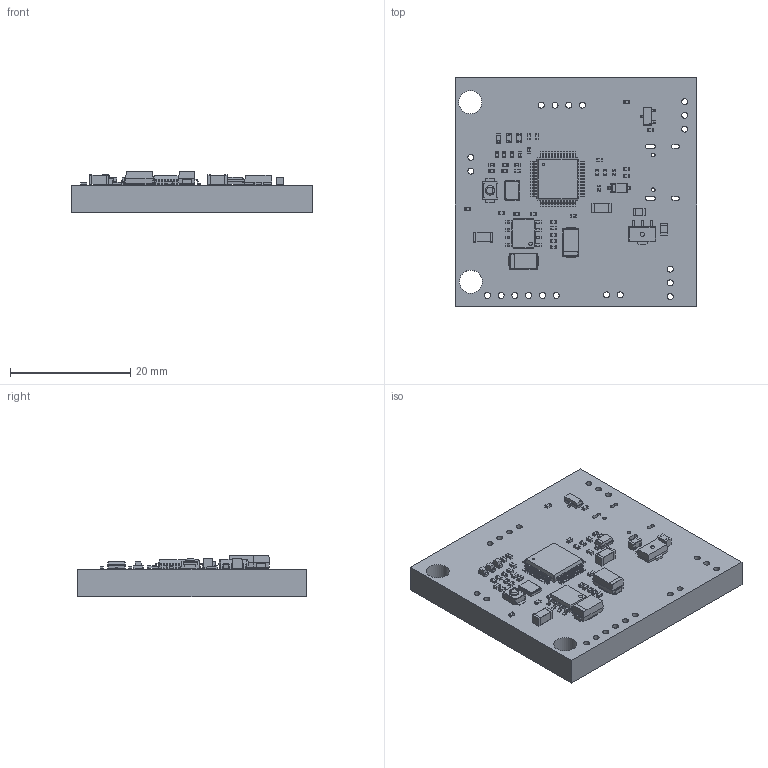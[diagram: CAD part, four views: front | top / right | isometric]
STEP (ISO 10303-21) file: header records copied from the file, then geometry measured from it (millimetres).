
FILE_DESCRIPTION(('KiCad electronic assembly'),'2;1');
FILE_NAME('WaifuFC.step','2025-11-24T20:45:37',('Pcbnew'),('Kicad'), 'Open CASCADE STEP processor 7.9','KiCad to STEP converter','Unknown' );
FILE_SCHEMA(('AUTOMOTIVE_DESIGN { 1 0 10303 214 1 1 1 1 }'));
Length unit declared in the file: millimetre
Products named in the file (16): WaifuFC 1; SW_SPST_B3U-1000P; C_0402_1005Metric; LED_0603_1608Metric; R_0402_1005Metric; C_0805_2012Metric; SOT-23; C_1206_3216Metric; D_SOD-123; Crystal_SMD_3225-4Pin_3.2x2.5mm; SOT-89-3; WaifuFC 1.32.1; D_SMA; SOIC-8-1EP_3.9x4.9mm_P1.27mm_EP2.29x3mm; LQFP-48_7x7mm_P0.5mm; WaifuFC_PCB
Assembly tree (50 placements, depth 3):
  WaifuFC 1
    SW_SPST_B3U-1000P
    C_0402_1005Metric  x13
    LED_0603_1608Metric  x3
    R_0402_1005Metric  x19
    C_0805_2012Metric  x2
    SOT-23
    C_1206_3216Metric  x2
    D_SOD-123
    Crystal_SMD_3225-4Pin_3.2x2.5mm
    SOT-89-3
      WaifuFC 1.32.1
    D_SMA  x2
    SOIC-8-1EP_3.9x4.9mm_P1.27mm_EP2.29x3mm
    LQFP-48_7x7mm_P0.5mm
    WaifuFC_PCB
Bounding box: 40.15 x 38.05 x 6.91 mm (x, y, z)
Volume: 7052.6 mm3; surface area: 4908.3 mm2
Topology: 53 solids, 53 shells, 2432 faces, 6436 edges, 4145 vertices
Faces by surface type: plane 1655, cylinder 690, bspline 84, sphere 2, torus 1
Full cylindrical faces by diameter (mm): 0.2 x6, 0.6 x2, 0.7 x1, 1 x20, 1.6 x1, 3.821 x2
Entity records: 56147 total; most frequent: CARTESIAN_POINT 8105, ORIENTED_EDGE 7668, DIRECTION 7250, EDGE_CURVE 3830, LINE 2990, VECTOR 2990, VERTEX_POINT 2441, AXIS2_PLACEMENT_3D 2130
